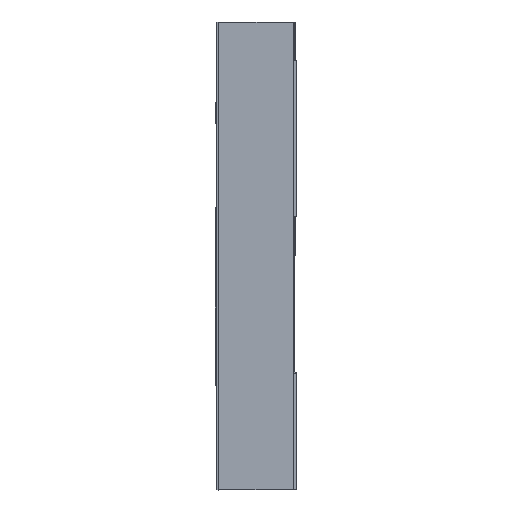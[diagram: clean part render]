
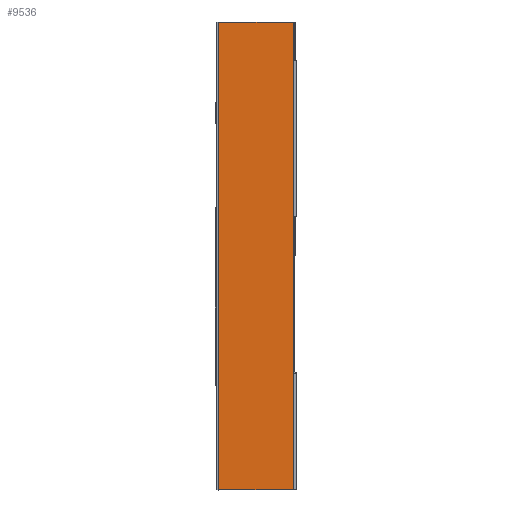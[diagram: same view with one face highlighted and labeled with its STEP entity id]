
A CAD part, left-side view. The second image highlights one B-rep face of the part: STEP entity #9536.
In plain terms, the highlighted planar face has unit normal (-1, 0, 0).
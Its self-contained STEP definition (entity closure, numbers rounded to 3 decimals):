
#709 = PLANE ( 'NONE',  #3428 ) ;
#999 = EDGE_CURVE ( 'NONE', #9676, #3748, #4315, .T. ) ;
#1310 = EDGE_CURVE ( 'NONE', #9676, #2161, #10161, .T. ) ;
#1399 = CARTESIAN_POINT ( 'NONE',  ( -12., 0.1, 6. ) ) ;
#1781 = CARTESIAN_POINT ( 'NONE',  ( -12., 0.05, -6. ) ) ;
#1918 = VECTOR ( 'NONE', #8274, 1000. ) ;
#2161 = VERTEX_POINT ( 'NONE', #10633 ) ;
#2253 = ORIENTED_EDGE ( 'NONE', *, *, #1310, .T. ) ;
#2851 = LINE ( 'NONE', #3810, #10793 ) ;
#3332 = LINE ( 'NONE', #1399, #1918 ) ;
#3428 = AXIS2_PLACEMENT_3D ( 'NONE', #1781, #10712, #10763 ) ;
#3727 = CARTESIAN_POINT ( 'NONE',  ( -12., 2., 6. ) ) ;
#3748 = VERTEX_POINT ( 'NONE', #3727 ) ;
#3810 = CARTESIAN_POINT ( 'NONE',  ( -12., 0.05, 6. ) ) ;
#4315 = LINE ( 'NONE', #9644, #6766 ) ;
#4668 = DIRECTION ( 'NONE',  ( 0., 0., 1. ) ) ;
#4767 = CARTESIAN_POINT ( 'NONE',  ( -12., 0.05, -6. ) ) ;
#6117 = CARTESIAN_POINT ( 'NONE',  ( -12., 0.1, 6. ) ) ;
#6766 = VECTOR ( 'NONE', #4668, 1000. ) ;
#6850 = VECTOR ( 'NONE', #7779, 1000. ) ;
#7283 = VERTEX_POINT ( 'NONE', #6117 ) ;
#7375 = EDGE_CURVE ( 'NONE', #7283, #2161, #3332, .T. ) ;
#7640 = EDGE_CURVE ( 'NONE', #3748, #7283, #2851, .T. ) ;
#7779 = DIRECTION ( 'NONE',  ( 0., -1., 0. ) ) ;
#7831 = CARTESIAN_POINT ( 'NONE',  ( -12., 2., -6. ) ) ;
#8274 = DIRECTION ( 'NONE',  ( 0., 0., -1. ) ) ;
#8734 = FACE_OUTER_BOUND ( 'NONE', #11559, .T. ) ;
#9042 = ORIENTED_EDGE ( 'NONE', *, *, #7375, .F. ) ;
#9348 = ORIENTED_EDGE ( 'NONE', *, *, #999, .F. ) ;
#9536 = ADVANCED_FACE ( 'NONE', ( #8734 ), #709, .T. ) ;
#9644 = CARTESIAN_POINT ( 'NONE',  ( -12., 2., 0. ) ) ;
#9676 = VERTEX_POINT ( 'NONE', #7831 ) ;
#10161 = LINE ( 'NONE', #4767, #6850 ) ;
#10633 = CARTESIAN_POINT ( 'NONE',  ( -12., 0.1, -6. ) ) ;
#10636 = DIRECTION ( 'NONE',  ( 0., -1., 0. ) ) ;
#10712 = DIRECTION ( 'NONE',  ( -1., 0., 0. ) ) ;
#10763 = DIRECTION ( 'NONE',  ( 0., 1., 0. ) ) ;
#10793 = VECTOR ( 'NONE', #10636, 1000. ) ;
#11559 = EDGE_LOOP ( 'NONE', ( #2253, #9042, #12481, #9348 ) ) ;
#12481 = ORIENTED_EDGE ( 'NONE', *, *, #7640, .F. ) ;
